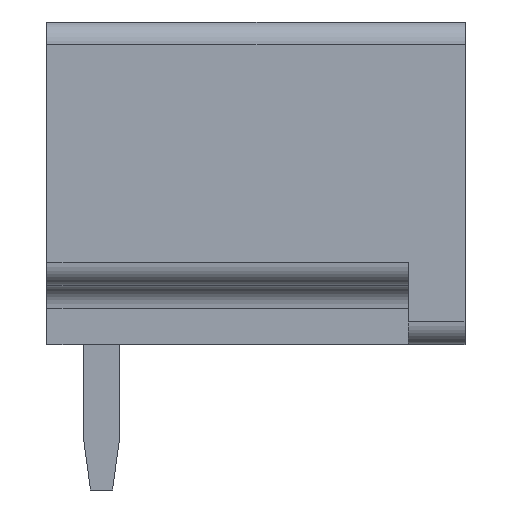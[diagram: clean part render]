
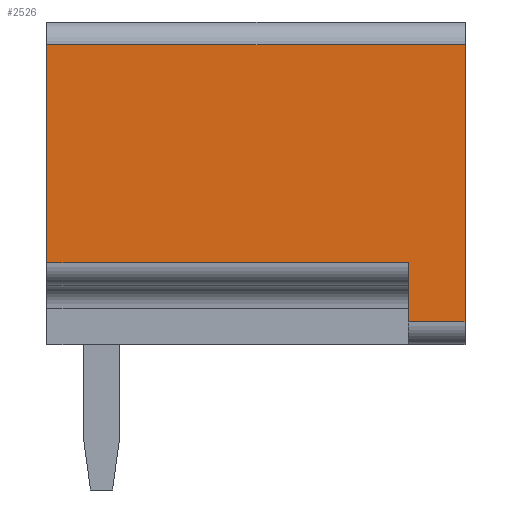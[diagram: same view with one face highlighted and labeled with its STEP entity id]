
A CAD part, left-side view. The second image highlights one B-rep face of the part: STEP entity #2526.
In plain terms, the highlighted planar face has unit normal (-1, 0, 0).
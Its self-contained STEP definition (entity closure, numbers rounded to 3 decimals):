
#2490=AXIS2_PLACEMENT_3D('Plane Axis2P3D',#2487,#2488,#2489) ;
#188=CARTESIAN_POINT('Vertex',(0.,0.,9.8)) ;
#191=CARTESIAN_POINT('Line Origine',(0.,0.,6.75)) ;
#195=CARTESIAN_POINT('Vertex',(0.,0.,3.7)) ;
#2468=CARTESIAN_POINT('Line Origine',(0.,4.6,9.8)) ;
#2472=CARTESIAN_POINT('Vertex',(0.,9.2,9.8)) ;
#2487=CARTESIAN_POINT('Axis2P3D Location',(0.,0.,3.7)) ;
#2492=CARTESIAN_POINT('Line Origine',(0.,0.625,3.7)) ;
#2496=CARTESIAN_POINT('Vertex',(0.,1.25,3.7)) ;
#2499=CARTESIAN_POINT('Line Origine',(0.,9.2,7.4)) ;
#2503=CARTESIAN_POINT('Vertex',(0.,9.2,5.)) ;
#2506=CARTESIAN_POINT('Line Origine',(0.,5.225,5.)) ;
#2510=CARTESIAN_POINT('Vertex',(0.,1.25,5.)) ;
#2513=CARTESIAN_POINT('Line Origine',(0.,1.25,4.35)) ;
#192=DIRECTION('Vector Direction',(0.,0.,1.)) ;
#2469=DIRECTION('Vector Direction',(0.,1.,0.)) ;
#2488=DIRECTION('Axis2P3D Direction',(-1.,0.,0.)) ;
#2489=DIRECTION('Axis2P3D XDirection',(0.,0.,1.)) ;
#2493=DIRECTION('Vector Direction',(0.,1.,0.)) ;
#2500=DIRECTION('Vector Direction',(0.,0.,1.)) ;
#2507=DIRECTION('Vector Direction',(0.,1.,0.)) ;
#2514=DIRECTION('Vector Direction',(0.,0.,-1.)) ;
#193=VECTOR('Line Direction',#192,1.) ;
#2470=VECTOR('Line Direction',#2469,1.) ;
#2494=VECTOR('Line Direction',#2493,1.) ;
#2501=VECTOR('Line Direction',#2500,1.) ;
#2508=VECTOR('Line Direction',#2507,1.) ;
#2515=VECTOR('Line Direction',#2514,1.) ;
#2519=ORIENTED_EDGE('',*,*,#2498,.F.) ;
#2520=ORIENTED_EDGE('',*,*,#197,.T.) ;
#2521=ORIENTED_EDGE('',*,*,#2474,.T.) ;
#2522=ORIENTED_EDGE('',*,*,#2505,.F.) ;
#2523=ORIENTED_EDGE('',*,*,#2512,.F.) ;
#2524=ORIENTED_EDGE('',*,*,#2517,.T.) ;
#2526=ADVANCED_FACE('Housing',(#2525),#2491,.T.) ;
#197=EDGE_CURVE('',#196,#189,#194,.T.) ;
#2474=EDGE_CURVE('',#189,#2473,#2471,.T.) ;
#2498=EDGE_CURVE('',#196,#2497,#2495,.T.) ;
#2505=EDGE_CURVE('',#2504,#2473,#2502,.T.) ;
#2512=EDGE_CURVE('',#2511,#2504,#2509,.T.) ;
#2517=EDGE_CURVE('',#2511,#2497,#2516,.T.) ;
#2518=EDGE_LOOP('',(#2519,#2520,#2521,#2522,#2523,#2524)) ;
#2525=FACE_OUTER_BOUND('',#2518,.T.) ;
#194=LINE('Line',#191,#193) ;
#2471=LINE('Line',#2468,#2470) ;
#2495=LINE('Line',#2492,#2494) ;
#2502=LINE('Line',#2499,#2501) ;
#2509=LINE('Line',#2506,#2508) ;
#2516=LINE('Line',#2513,#2515) ;
#2491=PLANE('',#2490) ;
#189=VERTEX_POINT('',#188) ;
#196=VERTEX_POINT('',#195) ;
#2473=VERTEX_POINT('',#2472) ;
#2497=VERTEX_POINT('',#2496) ;
#2504=VERTEX_POINT('',#2503) ;
#2511=VERTEX_POINT('',#2510) ;
